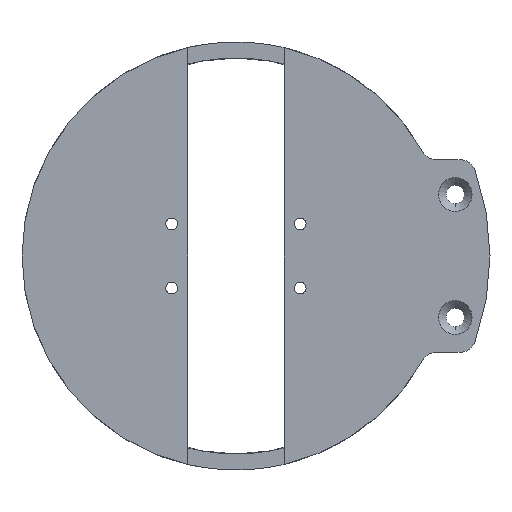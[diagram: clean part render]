
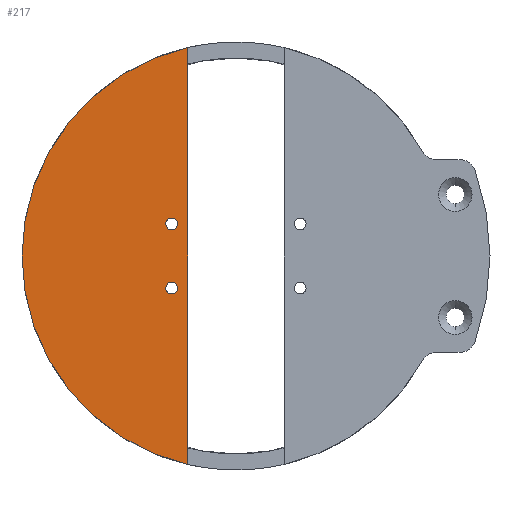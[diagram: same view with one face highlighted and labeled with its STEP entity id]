
A CAD part, left-side view. The second image highlights one B-rep face of the part: STEP entity #217.
In plain terms, the highlighted planar face has unit normal (-1, 0, 0).
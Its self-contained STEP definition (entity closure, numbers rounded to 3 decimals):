
#51 = EDGE_CURVE ( 'NONE', #677, #913, #335, .T. ) ;
#86 = CIRCLE ( 'NONE', #994, 1.1 ) ;
#215 = DIRECTION ( 'NONE',  ( 0., 0., 1. ) ) ;
#216 = CARTESIAN_POINT ( 'NONE',  ( 0., 9., 38.974 ) ) ;
#217 = ADVANCED_FACE ( 'NONE', ( #607, #280, #1745 ), #1524, .F. ) ;
#240 = CARTESIAN_POINT ( 'NONE',  ( 0., 12., -4.9 ) ) ;
#280 = FACE_BOUND ( 'NONE', #2108, .T. ) ;
#290 = ORIENTED_EDGE ( 'NONE', *, *, #1736, .F. ) ;
#330 = CARTESIAN_POINT ( 'NONE',  ( 0., 12., 6. ) ) ;
#335 = CIRCLE ( 'NONE', #541, 1.1 ) ;
#337 = DIRECTION ( 'NONE',  ( 1., 0., 0. ) ) ;
#345 = CARTESIAN_POINT ( 'NONE',  ( 0., 0., 0. ) ) ;
#376 = VERTEX_POINT ( 'NONE', #216 ) ;
#468 = CARTESIAN_POINT ( 'NONE',  ( 0., 12., -6. ) ) ;
#483 = AXIS2_PLACEMENT_3D ( 'NONE', #903, #1071, #215 ) ;
#485 = VERTEX_POINT ( 'NONE', #1451 ) ;
#540 = DIRECTION ( 'NONE',  ( 0., 0., -1. ) ) ;
#541 = AXIS2_PLACEMENT_3D ( 'NONE', #468, #2005, #2157 ) ;
#578 = LINE ( 'NONE', #701, #1882 ) ;
#607 = FACE_BOUND ( 'NONE', #1345, .T. ) ;
#608 = CARTESIAN_POINT ( 'NONE',  ( 0., 12., 6. ) ) ;
#677 = VERTEX_POINT ( 'NONE', #1208 ) ;
#687 = DIRECTION ( 'NONE',  ( 0., 0., -1. ) ) ;
#701 = CARTESIAN_POINT ( 'NONE',  ( 0., 9., -40. ) ) ;
#756 = EDGE_CURVE ( 'NONE', #485, #376, #1242, .T. ) ;
#776 = VERTEX_POINT ( 'NONE', #2047 ) ;
#779 = EDGE_CURVE ( 'NONE', #913, #677, #1137, .T. ) ;
#837 = AXIS2_PLACEMENT_3D ( 'NONE', #345, #1076, #1055 ) ;
#903 = CARTESIAN_POINT ( 'NONE',  ( 0., 12., -6. ) ) ;
#913 = VERTEX_POINT ( 'NONE', #240 ) ;
#934 = AXIS2_PLACEMENT_3D ( 'NONE', #330, #1862, #1029 ) ;
#982 = EDGE_CURVE ( 'NONE', #776, #1970, #86, .T. ) ;
#994 = AXIS2_PLACEMENT_3D ( 'NONE', #608, #2138, #1136 ) ;
#1029 = DIRECTION ( 'NONE',  ( 0., 0., 1. ) ) ;
#1055 = DIRECTION ( 'NONE',  ( 0., 0., 1. ) ) ;
#1059 = ORIENTED_EDGE ( 'NONE', *, *, #779, .F. ) ;
#1071 = DIRECTION ( 'NONE',  ( -1., 0., 0. ) ) ;
#1076 = DIRECTION ( 'NONE',  ( 1., 0., 0. ) ) ;
#1121 = ORIENTED_EDGE ( 'NONE', *, *, #1191, .F. ) ;
#1136 = DIRECTION ( 'NONE',  ( 0., 0., 1. ) ) ;
#1137 = CIRCLE ( 'NONE', #483, 1.1 ) ;
#1191 = EDGE_CURVE ( 'NONE', #376, #485, #578, .T. ) ;
#1208 = CARTESIAN_POINT ( 'NONE',  ( 0., 12., -7.1 ) ) ;
#1242 = CIRCLE ( 'NONE', #837, 40. ) ;
#1345 = EDGE_LOOP ( 'NONE', ( #1360, #290 ) ) ;
#1360 = ORIENTED_EDGE ( 'NONE', *, *, #982, .F. ) ;
#1361 = CARTESIAN_POINT ( 'NONE',  ( 0., 0., 0. ) ) ;
#1447 = CARTESIAN_POINT ( 'NONE',  ( 0., 12., 4.9 ) ) ;
#1451 = CARTESIAN_POINT ( 'NONE',  ( 0., 9., -38.974 ) ) ;
#1524 = PLANE ( 'NONE',  #1975 ) ;
#1736 = EDGE_CURVE ( 'NONE', #1970, #776, #1766, .T. ) ;
#1745 = FACE_OUTER_BOUND ( 'NONE', #2063, .T. ) ;
#1766 = CIRCLE ( 'NONE', #934, 1.1 ) ;
#1802 = ORIENTED_EDGE ( 'NONE', *, *, #51, .F. ) ;
#1862 = DIRECTION ( 'NONE',  ( -1., 0., 0. ) ) ;
#1882 = VECTOR ( 'NONE', #540, 1000. ) ;
#1921 = ORIENTED_EDGE ( 'NONE', *, *, #756, .F. ) ;
#1970 = VERTEX_POINT ( 'NONE', #1447 ) ;
#1975 = AXIS2_PLACEMENT_3D ( 'NONE', #1361, #337, #687 ) ;
#2005 = DIRECTION ( 'NONE',  ( -1., 0., 0. ) ) ;
#2047 = CARTESIAN_POINT ( 'NONE',  ( 0., 12., 7.1 ) ) ;
#2063 = EDGE_LOOP ( 'NONE', ( #1921, #1121 ) ) ;
#2108 = EDGE_LOOP ( 'NONE', ( #1059, #1802 ) ) ;
#2138 = DIRECTION ( 'NONE',  ( -1., 0., 0. ) ) ;
#2157 = DIRECTION ( 'NONE',  ( 0., 0., 1. ) ) ;
